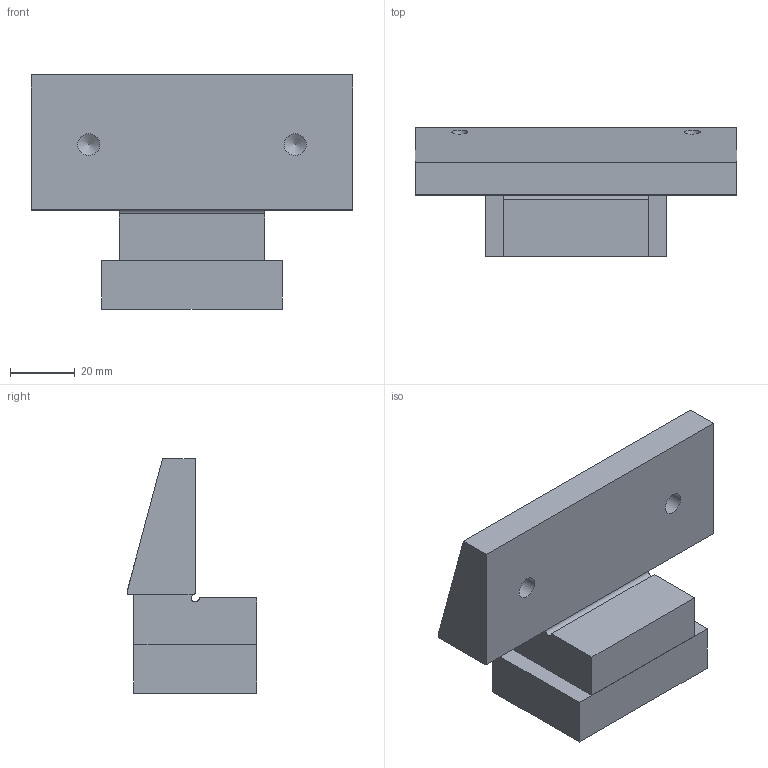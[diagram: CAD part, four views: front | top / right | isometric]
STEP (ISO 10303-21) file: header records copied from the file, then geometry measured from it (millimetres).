
FILE_DESCRIPTION( ( 'Unknown' ), '1' );
FILE_NAME( 'SVF-AB04-100.stp', 'Unknown', ( 'Unknown' ), ( 'Unknown' ), 'PSStep 17.0.49', 'Unknown', ' ' );
FILE_SCHEMA( ( 'AUTOMOTIVE_DESIGN { 1 0 10303 214 1 1 1 1 }' ) );
Length unit declared in the file: millimetre
Products named in the file (4): Assem1; 4-01-CAPA-M6L15; 1-SVF-AB04-100-2; 1-SVF-AB04-100-1
Assembly tree (5 placements, depth 2):
  Assem1
    4-01-CAPA-M6L15  x3
    1-SVF-AB04-100-2
    1-SVF-AB04-100-1
Bounding box: 99.6 x 40 x 72.6 mm (x, y, z)
Volume: 120518.1 mm3; surface area: 29220.1 mm2
Topology: 5 solids, 5 shells, 256 faces, 534 edges, 297 vertices
Faces by surface type: cylinder 101, cone 100, plane 52, torus 3
Full cylindrical faces by diameter (mm): 5 x47, 6 x42, 6.5 x3, 6.8 x2, 10 x3, 11 x3
Entity records: 3582 total; most frequent: DIRECTION 488, CARTESIAN_POINT 415, ORIENTED_EDGE 310, AXIS2_PLACEMENT_3D 213, EDGE_LOOP 206, FACE_OUTER_BOUND 157, EDGE_CURVE 155, VERTEX_POINT 140
